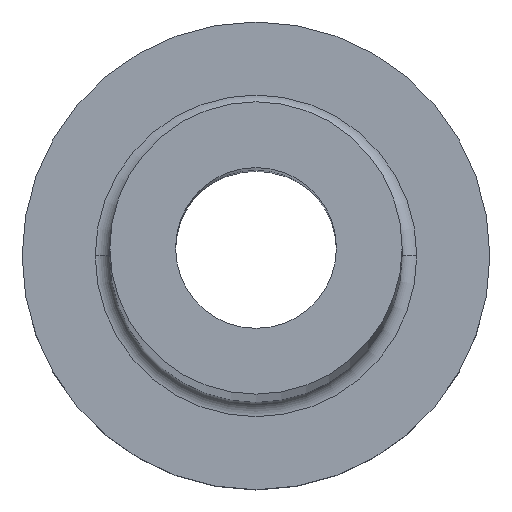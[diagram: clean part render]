
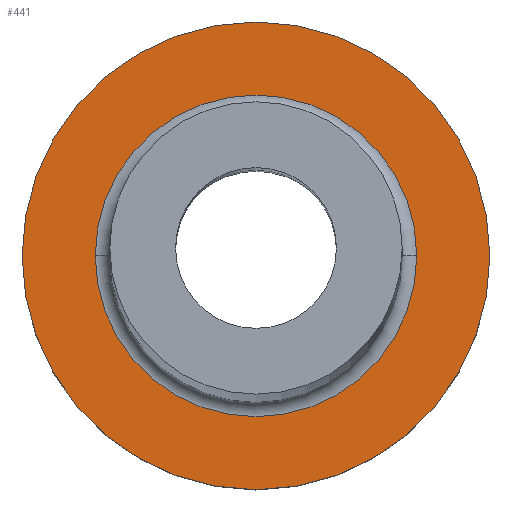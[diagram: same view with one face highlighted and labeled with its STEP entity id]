
A CAD part, top view. The second image highlights one B-rep face of the part: STEP entity #441.
In plain terms, the highlighted planar face has unit normal (0, 0, 1).
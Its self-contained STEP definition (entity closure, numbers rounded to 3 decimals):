
#7 = PLANE ( 'NONE',  #304 ) ;
#14 = CARTESIAN_POINT ( 'NONE',  ( 0., 0., 5. ) ) ;
#51 = FACE_OUTER_BOUND ( 'NONE', #174, .T. ) ;
#53 = CARTESIAN_POINT ( 'NONE',  ( 8., 0., 5. ) ) ;
#60 = DIRECTION ( 'NONE',  ( 1., 0., 0. ) ) ;
#62 = DIRECTION ( 'NONE',  ( 1., 0., 0. ) ) ;
#73 = AXIS2_PLACEMENT_3D ( 'NONE', #177, #272, #62 ) ;
#103 = CIRCLE ( 'NONE', #225, 5.5 ) ;
#115 = EDGE_LOOP ( 'NONE', ( #386, #215 ) ) ;
#126 = CIRCLE ( 'NONE', #413, 8. ) ;
#142 = CIRCLE ( 'NONE', #201, 5.5 ) ;
#147 = CARTESIAN_POINT ( 'NONE',  ( 0., 0., 5. ) ) ;
#156 = ORIENTED_EDGE ( 'NONE', *, *, #164, .T. ) ;
#164 = EDGE_CURVE ( 'NONE', #176, #387, #379, .T. ) ;
#167 = FACE_BOUND ( 'NONE', #115, .T. ) ;
#174 = EDGE_LOOP ( 'NONE', ( #156, #312 ) ) ;
#176 = VERTEX_POINT ( 'NONE', #228 ) ;
#177 = CARTESIAN_POINT ( 'NONE',  ( 0., 0., 5. ) ) ;
#198 = EDGE_CURVE ( 'NONE', #456, #338, #142, .T. ) ;
#201 = AXIS2_PLACEMENT_3D ( 'NONE', #147, #214, #426 ) ;
#214 = DIRECTION ( 'NONE',  ( 0., 0., -1. ) ) ;
#215 = ORIENTED_EDGE ( 'NONE', *, *, #434, .T. ) ;
#222 = EDGE_CURVE ( 'NONE', #387, #176, #126, .T. ) ;
#225 = AXIS2_PLACEMENT_3D ( 'NONE', #369, #444, #323 ) ;
#228 = CARTESIAN_POINT ( 'NONE',  ( -8., 0., 5. ) ) ;
#263 = DIRECTION ( 'NONE',  ( 0., 0., 1. ) ) ;
#272 = DIRECTION ( 'NONE',  ( 0., 0., 1. ) ) ;
#289 = CARTESIAN_POINT ( 'NONE',  ( 0., 0., 5. ) ) ;
#304 = AXIS2_PLACEMENT_3D ( 'NONE', #14, #327, #439 ) ;
#312 = ORIENTED_EDGE ( 'NONE', *, *, #222, .T. ) ;
#323 = DIRECTION ( 'NONE',  ( 1., 0., 0. ) ) ;
#326 = CARTESIAN_POINT ( 'NONE',  ( -5.5, 0., 5. ) ) ;
#327 = DIRECTION ( 'NONE',  ( 0., 0., 1. ) ) ;
#338 = VERTEX_POINT ( 'NONE', #326 ) ;
#369 = CARTESIAN_POINT ( 'NONE',  ( 0., 0., 5. ) ) ;
#379 = CIRCLE ( 'NONE', #73, 8. ) ;
#386 = ORIENTED_EDGE ( 'NONE', *, *, #198, .T. ) ;
#387 = VERTEX_POINT ( 'NONE', #53 ) ;
#400 = CARTESIAN_POINT ( 'NONE',  ( 5.5, 0., 5. ) ) ;
#413 = AXIS2_PLACEMENT_3D ( 'NONE', #289, #263, #60 ) ;
#426 = DIRECTION ( 'NONE',  ( 1., 0., 0. ) ) ;
#434 = EDGE_CURVE ( 'NONE', #338, #456, #103, .T. ) ;
#439 = DIRECTION ( 'NONE',  ( 1., 0., 0. ) ) ;
#441 = ADVANCED_FACE ( 'NONE', ( #167, #51 ), #7, .T. ) ;
#444 = DIRECTION ( 'NONE',  ( 0., 0., -1. ) ) ;
#456 = VERTEX_POINT ( 'NONE', #400 ) ;
